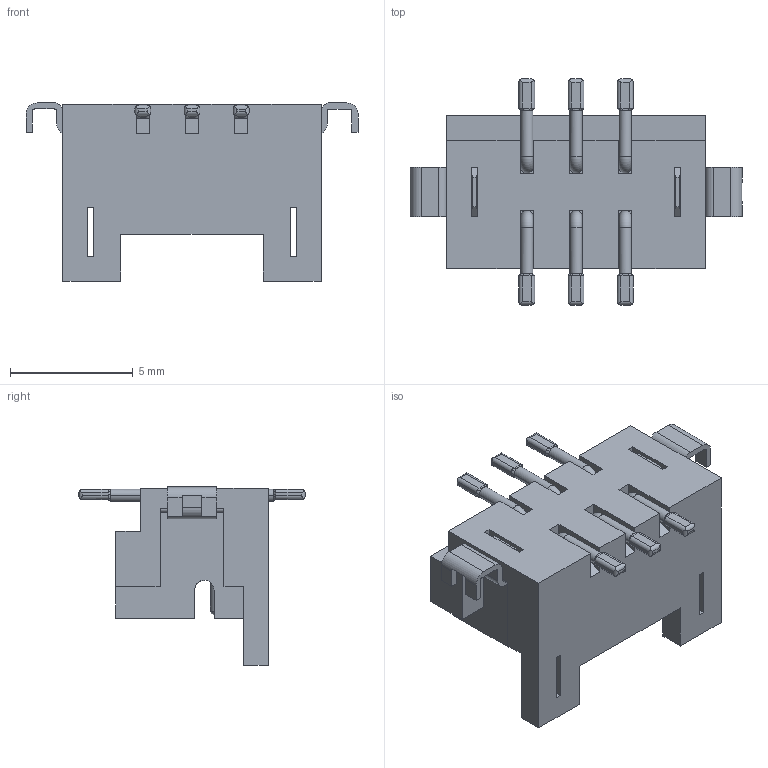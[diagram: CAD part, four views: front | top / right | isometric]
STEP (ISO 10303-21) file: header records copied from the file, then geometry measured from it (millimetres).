
FILE_DESCRIPTION(('OneSpaceDesigner STEP Export'),'2;1');
FILE_NAME('DF11C-6DP-2V.stp','2007-03-22T11:32:15',(''),(''),'OneSpace Designer STEP processor (Jan. 2003) for AP214(CD)(Solid Model)','OneSpace Designer 12.00 10-Sep-2003 (C) CoCreate Software GmbH','');
FILE_SCHEMA(('AUTOMOTIVE_DESIGN_CC2 {1 2 10303 214 -1 1 5 1}'));
Length unit declared in the file: millimetre
Products named in the file (2): DF11C-6DP-2VÈª
Assembly tree (1 placements, depth 2):
  DF11C-6DP-2VÈª
    DF11C-6DP-2VÈª
Bounding box: 13.5 x 9.2 x 7.25 mm (x, y, z)
Volume: 219.1 mm3; surface area: 530.7 mm2
Topology: 1 solids, 1 shells, 365 faces, 1032 edges, 672 vertices
Faces by surface type: plane 174, cylinder 105, bspline 62, torus 24
Entity records: 12896 total; most frequent: CARTESIAN_POINT 4585, ORIENTED_EDGE 2064, DIRECTION 1409, EDGE_CURVE 1032, VERTEX_POINT 672, VECTOR 517, LINE 517, AXIS2_PLACEMENT_3D 446
